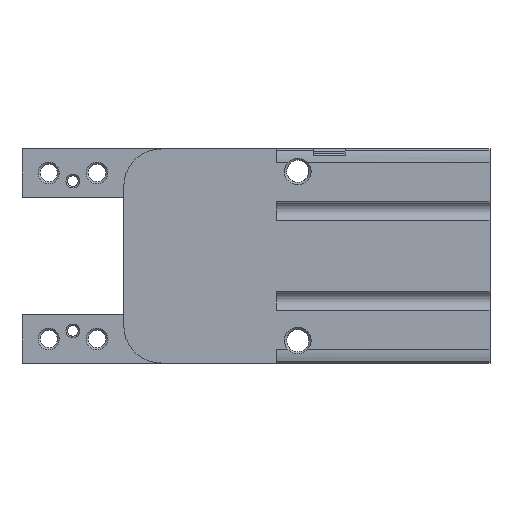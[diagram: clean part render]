
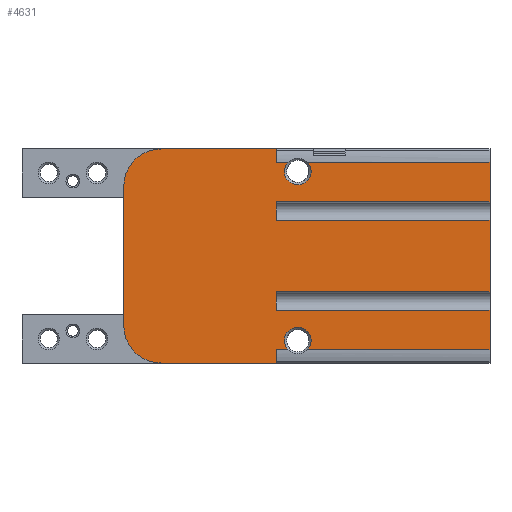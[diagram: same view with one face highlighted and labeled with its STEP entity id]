
A CAD part, left-side view. The second image highlights one B-rep face of the part: STEP entity #4631.
In plain terms, the highlighted planar face has unit normal (-1, 0, 0).
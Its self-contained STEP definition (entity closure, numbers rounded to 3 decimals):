
#290=LINE('',#6902,#671);
#309=LINE('',#6984,#690);
#418=LINE('',#7449,#799);
#420=LINE('',#7457,#801);
#431=LINE('',#7504,#812);
#432=LINE('',#7512,#813);
#442=LINE('',#7566,#823);
#447=LINE('',#7590,#828);
#471=LINE('',#7677,#852);
#484=LINE('',#7715,#865);
#486=LINE('',#7719,#867);
#487=LINE('',#7721,#868);
#488=LINE('',#7723,#869);
#489=LINE('',#7724,#870);
#490=LINE('',#7726,#871);
#491=LINE('',#7728,#872);
#492=LINE('',#7730,#873);
#493=LINE('',#7731,#874);
#671=VECTOR('',#5440,1000.);
#690=VECTOR('',#5493,1000.);
#799=VECTOR('',#5820,1000.);
#801=VECTOR('',#5826,1000.);
#812=VECTOR('',#5859,1000.);
#813=VECTOR('',#5860,1000.);
#823=VECTOR('',#5900,1000.);
#828=VECTOR('',#5919,1000.);
#852=VECTOR('',#5995,1000.);
#865=VECTOR('',#6028,1000.);
#867=VECTOR('',#6034,1000.);
#868=VECTOR('',#6035,1000.);
#869=VECTOR('',#6036,1000.);
#870=VECTOR('',#6037,1000.);
#871=VECTOR('',#6038,1000.);
#872=VECTOR('',#6039,1000.);
#873=VECTOR('',#6042,1000.);
#874=VECTOR('',#6043,1000.);
#1554=ORIENTED_EDGE('',*,*,#2772,.T.);
#1555=ORIENTED_EDGE('',*,*,#2644,.T.);
#1556=ORIENTED_EDGE('',*,*,#2699,.T.);
#1557=ORIENTED_EDGE('',*,*,#2773,.F.);
#1558=ORIENTED_EDGE('',*,*,#2774,.T.);
#1559=ORIENTED_EDGE('',*,*,#2775,.T.);
#1560=ORIENTED_EDGE('',*,*,#2687,.T.);
#1561=ORIENTED_EDGE('',*,*,#2776,.F.);
#1562=ORIENTED_EDGE('',*,*,#2777,.T.);
#1563=ORIENTED_EDGE('',*,*,#2778,.T.);
#1564=ORIENTED_EDGE('',*,*,#2749,.T.);
#1565=ORIENTED_EDGE('',*,*,#2665,.F.);
#1566=ORIENTED_EDGE('',*,*,#2779,.T.);
#1567=ORIENTED_EDGE('',*,*,#2663,.F.);
#1568=ORIENTED_EDGE('',*,*,#2780,.T.);
#1569=ORIENTED_EDGE('',*,*,#2416,.F.);
#1570=ORIENTED_EDGE('',*,*,#2456,.F.);
#1571=ORIENTED_EDGE('',*,*,#2770,.F.);
#1572=ORIENTED_EDGE('',*,*,#2453,.F.);
#1573=ORIENTED_EDGE('',*,*,#2451,.T.);
#1574=ORIENTED_EDGE('',*,*,#2781,.T.);
#1575=ORIENTED_EDGE('',*,*,#2640,.T.);
#2416=EDGE_CURVE('',#3091,#3092,#290,.T.);
#2451=EDGE_CURVE('',#3122,#3121,#309,.T.);
#2453=EDGE_CURVE('',#3122,#3123,#3542,.T.);
#2456=EDGE_CURVE('',#3124,#3091,#3543,.T.);
#2640=EDGE_CURVE('',#3262,#3260,#418,.T.);
#2644=EDGE_CURVE('',#3261,#3265,#420,.T.);
#2663=EDGE_CURVE('',#3278,#3279,#431,.T.);
#2665=EDGE_CURVE('',#3280,#3281,#432,.T.);
#2687=EDGE_CURVE('',#3298,#3297,#442,.T.);
#2699=EDGE_CURVE('',#3265,#3309,#447,.T.);
#2749=EDGE_CURVE('',#3347,#3281,#471,.T.);
#2770=EDGE_CURVE('',#3123,#3124,#484,.T.);
#2772=EDGE_CURVE('',#3260,#3261,#3656,.T.);
#2773=EDGE_CURVE('',#3362,#3309,#486,.T.);
#2774=EDGE_CURVE('',#3362,#3363,#487,.T.);
#2775=EDGE_CURVE('',#3363,#3298,#488,.T.);
#2776=EDGE_CURVE('',#3364,#3297,#489,.T.);
#2777=EDGE_CURVE('',#3364,#3365,#490,.T.);
#2778=EDGE_CURVE('',#3365,#3347,#491,.T.);
#2779=EDGE_CURVE('',#3280,#3279,#3657,.T.);
#2780=EDGE_CURVE('',#3278,#3092,#492,.T.);
#2781=EDGE_CURVE('',#3121,#3262,#493,.T.);
#3091=VERTEX_POINT('',#6901);
#3092=VERTEX_POINT('',#6903);
#3121=VERTEX_POINT('',#6983);
#3122=VERTEX_POINT('',#6985);
#3123=VERTEX_POINT('',#6989);
#3124=VERTEX_POINT('',#6993);
#3260=VERTEX_POINT('',#7447);
#3261=VERTEX_POINT('',#7448);
#3262=VERTEX_POINT('',#7450);
#3265=VERTEX_POINT('',#7456);
#3278=VERTEX_POINT('',#7503);
#3279=VERTEX_POINT('',#7505);
#3280=VERTEX_POINT('',#7511);
#3281=VERTEX_POINT('',#7513);
#3297=VERTEX_POINT('',#7565);
#3298=VERTEX_POINT('',#7567);
#3309=VERTEX_POINT('',#7589);
#3347=VERTEX_POINT('',#7678);
#3362=VERTEX_POINT('',#7720);
#3363=VERTEX_POINT('',#7722);
#3364=VERTEX_POINT('',#7725);
#3365=VERTEX_POINT('',#7727);
#3542=CIRCLE('',#4877,7.);
#3543=CIRCLE('',#4879,7.);
#3656=CIRCLE('',#5057,2.5);
#3657=CIRCLE('',#5058,2.5);
#3860=EDGE_LOOP('',(#1554,#1555,#1556,#1557,#1558,#1559,#1560,#1561,#1562,
#1563,#1564,#1565,#1566,#1567,#1568,#1569,#1570,#1571,#1572,#1573,#1574,
#1575));
#4195=FACE_BOUND('',#3860,.T.);
#4489=PLANE('',#5056);
#4631=ADVANCED_FACE('',(#4195),#4489,.F.);
#4877=AXIS2_PLACEMENT_3D('',#6988,#5497,#5498);
#4879=AXIS2_PLACEMENT_3D('',#6994,#5503,#5504);
#5056=AXIS2_PLACEMENT_3D('',#7717,#6030,#6031);
#5057=AXIS2_PLACEMENT_3D('',#7718,#6032,#6033);
#5058=AXIS2_PLACEMENT_3D('',#7729,#6040,#6041);
#5440=DIRECTION('',(0.,-1.,0.));
#5493=DIRECTION('',(0.,-1.,0.));
#5497=DIRECTION('',(1.,0.,0.));
#5498=DIRECTION('',(0.,0.,-1.));
#5503=DIRECTION('',(1.,0.,0.));
#5504=DIRECTION('',(0.,0.,-1.));
#5820=DIRECTION('',(0.,-1.,0.));
#5826=DIRECTION('',(0.,-1.,0.));
#5859=DIRECTION('',(0.,-1.,0.));
#5860=DIRECTION('',(0.,-1.,0.));
#5900=DIRECTION('',(0.,0.,1.));
#5919=DIRECTION('',(0.,0.,1.));
#5995=DIRECTION('',(0.,0.,1.));
#6028=DIRECTION('',(0.,0.,1.));
#6030=DIRECTION('',(1.,0.,0.));
#6031=DIRECTION('',(0.,0.,-1.));
#6032=DIRECTION('',(1.,0.,0.));
#6033=DIRECTION('',(0.,0.,-1.));
#6034=DIRECTION('',(0.,-1.,0.));
#6035=DIRECTION('',(0.,0.,1.));
#6036=DIRECTION('',(0.,-1.,0.));
#6037=DIRECTION('',(0.,-1.,0.));
#6038=DIRECTION('',(0.,0.,1.));
#6039=DIRECTION('',(0.,-1.,0.));
#6040=DIRECTION('',(1.,0.,0.));
#6041=DIRECTION('',(0.,0.,-1.));
#6042=DIRECTION('',(0.,0.,1.));
#6043=DIRECTION('',(0.,0.,1.));
#6901=CARTESIAN_POINT('',(-13.,61.4,20.));
#6902=CARTESIAN_POINT('',(-13.,68.4,20.));
#6903=CARTESIAN_POINT('',(-13.,39.92,20.));
#6983=CARTESIAN_POINT('',(-13.,39.92,-20.));
#6984=CARTESIAN_POINT('',(-13.,68.4,-20.));
#6985=CARTESIAN_POINT('',(-13.,61.4,-20.));
#6988=CARTESIAN_POINT('',(-13.,61.4,-13.));
#6989=CARTESIAN_POINT('',(-13.,68.4,-13.));
#6993=CARTESIAN_POINT('',(-13.,68.4,13.));
#6994=CARTESIAN_POINT('',(-13.,61.4,13.));
#7447=CARTESIAN_POINT('',(-13.,37.733,-17.5));
#7448=CARTESIAN_POINT('',(-13.,34.067,-17.5));
#7449=CARTESIAN_POINT('',(-13.,39.92,-17.5));
#7450=CARTESIAN_POINT('',(-13.,39.92,-17.5));
#7456=CARTESIAN_POINT('',(-13.,0.,-17.5));
#7457=CARTESIAN_POINT('',(-13.,39.92,-17.5));
#7503=CARTESIAN_POINT('',(-13.,39.92,17.5));
#7504=CARTESIAN_POINT('',(-13.,39.92,17.5));
#7505=CARTESIAN_POINT('',(-13.,37.733,17.5));
#7511=CARTESIAN_POINT('',(-13.,34.067,17.5));
#7512=CARTESIAN_POINT('',(-13.,39.92,17.5));
#7513=CARTESIAN_POINT('',(-13.,0.,17.5));
#7565=CARTESIAN_POINT('',(-13.,0.,6.7));
#7566=CARTESIAN_POINT('',(-13.,0.,-20.));
#7567=CARTESIAN_POINT('',(-13.,0.,-6.7));
#7589=CARTESIAN_POINT('',(-13.,0.,-10.1));
#7590=CARTESIAN_POINT('',(-13.,0.,-20.));
#7677=CARTESIAN_POINT('',(-13.,0.,-20.));
#7678=CARTESIAN_POINT('',(-13.,0.,10.1));
#7715=CARTESIAN_POINT('',(-13.,68.4,-20.));
#7717=CARTESIAN_POINT('',(-13.,68.4,-20.));
#7718=CARTESIAN_POINT('',(-13.,35.9,-15.8));
#7719=CARTESIAN_POINT('',(-13.,39.9,-10.1));
#7720=CARTESIAN_POINT('',(-13.,39.9,-10.1));
#7721=CARTESIAN_POINT('',(-13.,39.9,-10.1));
#7722=CARTESIAN_POINT('',(-13.,39.9,-6.7));
#7723=CARTESIAN_POINT('',(-13.,39.9,-6.7));
#7724=CARTESIAN_POINT('',(-13.,39.9,6.7));
#7725=CARTESIAN_POINT('',(-13.,39.9,6.7));
#7726=CARTESIAN_POINT('',(-13.,39.9,6.7));
#7727=CARTESIAN_POINT('',(-13.,39.9,10.1));
#7728=CARTESIAN_POINT('',(-13.,39.9,10.1));
#7729=CARTESIAN_POINT('',(-13.,35.9,15.8));
#7730=CARTESIAN_POINT('',(-13.,39.92,-20.));
#7731=CARTESIAN_POINT('',(-13.,39.92,-20.));
